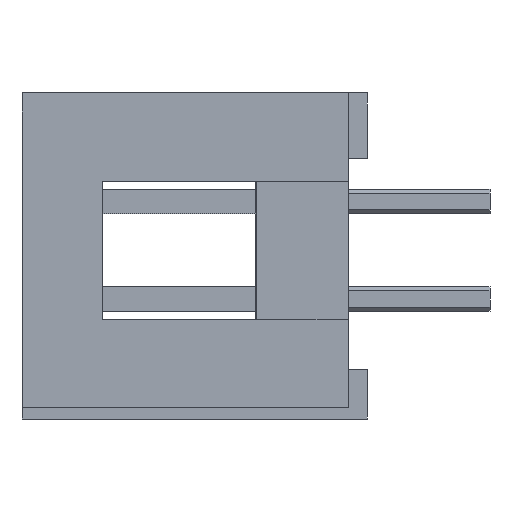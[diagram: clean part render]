
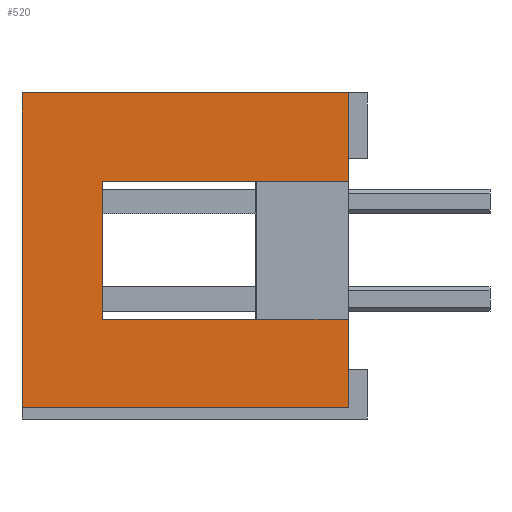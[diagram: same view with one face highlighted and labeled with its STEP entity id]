
A CAD part, left-side view. The second image highlights one B-rep face of the part: STEP entity #520.
In plain terms, the highlighted planar face has unit normal (-1, 0, 0).
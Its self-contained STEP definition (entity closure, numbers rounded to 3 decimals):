
#52 = VERTEX_POINT ( 'NONE', #1557 ) ;
#94 = EDGE_CURVE ( 'NONE', #52, #838, #1629, .T. ) ;
#156 = ORIENTED_EDGE ( 'NONE', *, *, #861, .T. ) ;
#438 = ORIENTED_EDGE ( 'NONE', *, *, #5895, .F. ) ;
#520 = ADVANCED_FACE ( 'NONE', ( #4709 ), #4727, .F. ) ;
#725 = EDGE_CURVE ( 'NONE', #1057, #6347, #5360, .T. ) ;
#838 = VERTEX_POINT ( 'NONE', #5625 ) ;
#861 = EDGE_CURVE ( 'NONE', #7287, #52, #5668, .T. ) ;
#877 = VERTEX_POINT ( 'NONE', #5715 ) ;
#878 = VERTEX_POINT ( 'NONE', #5716 ) ;
#1026 = EDGE_CURVE ( 'NONE', #1057, #877, #6561, .T. ) ;
#1057 = VERTEX_POINT ( 'NONE', #6653 ) ;
#1087 = ORIENTED_EDGE ( 'NONE', *, *, #1026, .F. ) ;
#1193 = EDGE_CURVE ( 'NONE', #838, #1229, #7023, .T. ) ;
#1229 = VERTEX_POINT ( 'NONE', #7096 ) ;
#1245 = ORIENTED_EDGE ( 'NONE', *, *, #1193, .T. ) ;
#1431 = ORIENTED_EDGE ( 'NONE', *, *, #6099, .F. ) ;
#1447 = ORIENTED_EDGE ( 'NONE', *, *, #725, .T. ) ;
#1504 = EDGE_CURVE ( 'NONE', #6347, #878, #5155, .T. ) ;
#1557 = CARTESIAN_POINT ( 'NONE',  ( -10.01, 6.9, 1.8 ) ) ;
#1629 = LINE ( 'NONE', #1630, #1631 ) ;
#1630 = CARTESIAN_POINT ( 'NONE',  ( -10.01, 6.9, 1.8 ) ) ;
#1631 = VECTOR ( 'NONE', #1632, 1000. ) ;
#1632 = DIRECTION ( 'NONE',  ( 0., -1., 0. ) ) ;
#4685 = EDGE_LOOP ( 'NONE', ( #6306, #1245, #1431, #1087, #1447, #7316, #438, #156 ) ) ;
#4709 = FACE_OUTER_BOUND ( 'NONE', #4685, .T. ) ;
#4727 = PLANE ( 'NONE',  #4728 ) ;
#4728 = AXIS2_PLACEMENT_3D ( 'NONE', #4729, #4730, #4731 ) ;
#4729 = CARTESIAN_POINT ( 'NONE',  ( -10.01, 9., -4.1 ) ) ;
#4730 = DIRECTION ( 'NONE',  ( 1., 0., 0. ) ) ;
#4731 = DIRECTION ( 'NONE',  ( 0., 0., -1. ) ) ;
#5155 = LINE ( 'NONE', #5156, #5157 ) ;
#5156 = CARTESIAN_POINT ( 'NONE',  ( -10.01, 0.5, -4.1 ) ) ;
#5157 = VECTOR ( 'NONE', #5158, 1000. ) ;
#5158 = DIRECTION ( 'NONE',  ( 0., 0., 1. ) ) ;
#5360 = LINE ( 'NONE', #5361, #5362 ) ;
#5361 = CARTESIAN_POINT ( 'NONE',  ( -10.01, 9., -4.1 ) ) ;
#5362 = VECTOR ( 'NONE', #5363, 1000. ) ;
#5363 = DIRECTION ( 'NONE',  ( 0., -1., 0. ) ) ;
#5625 = CARTESIAN_POINT ( 'NONE',  ( -10.01, 0.5, 1.8 ) ) ;
#5668 = LINE ( 'NONE', #5669, #5670 ) ;
#5669 = CARTESIAN_POINT ( 'NONE',  ( -10.01, 6.9, -1.8 ) ) ;
#5670 = VECTOR ( 'NONE', #5671, 1000. ) ;
#5671 = DIRECTION ( 'NONE',  ( 0., 0., 1. ) ) ;
#5715 = CARTESIAN_POINT ( 'NONE',  ( -10.01, 9., 4.1 ) ) ;
#5716 = CARTESIAN_POINT ( 'NONE',  ( -10.01, 0.5, -1.8 ) ) ;
#5883 = CARTESIAN_POINT ( 'NONE',  ( -10.01, 6.9, -1.8 ) ) ;
#5895 = EDGE_CURVE ( 'NONE', #7287, #878, #6677, .T. ) ;
#6099 = EDGE_CURVE ( 'NONE', #877, #1229, #6756, .T. ) ;
#6306 = ORIENTED_EDGE ( 'NONE', *, *, #94, .T. ) ;
#6347 = VERTEX_POINT ( 'NONE', #6850 ) ;
#6561 = LINE ( 'NONE', #6562, #6563 ) ;
#6562 = CARTESIAN_POINT ( 'NONE',  ( -10.01, 9., -4.1 ) ) ;
#6563 = VECTOR ( 'NONE', #6564, 1000. ) ;
#6564 = DIRECTION ( 'NONE',  ( 0., 0., 1. ) ) ;
#6653 = CARTESIAN_POINT ( 'NONE',  ( -10.01, 9., -4.1 ) ) ;
#6677 = LINE ( 'NONE', #6678, #6679 ) ;
#6678 = CARTESIAN_POINT ( 'NONE',  ( -10.01, 6.9, -1.8 ) ) ;
#6679 = VECTOR ( 'NONE', #6680, 1000. ) ;
#6680 = DIRECTION ( 'NONE',  ( 0., -1., 0. ) ) ;
#6756 = LINE ( 'NONE', #6757, #6758 ) ;
#6757 = CARTESIAN_POINT ( 'NONE',  ( -10.01, 9., 4.1 ) ) ;
#6758 = VECTOR ( 'NONE', #6759, 1000. ) ;
#6759 = DIRECTION ( 'NONE',  ( 0., -1., 0. ) ) ;
#6850 = CARTESIAN_POINT ( 'NONE',  ( -10.01, 0.5, -4.1 ) ) ;
#7023 = LINE ( 'NONE', #7024, #7025 ) ;
#7024 = CARTESIAN_POINT ( 'NONE',  ( -10.01, 0.5, -4.1 ) ) ;
#7025 = VECTOR ( 'NONE', #7026, 1000. ) ;
#7026 = DIRECTION ( 'NONE',  ( 0., 0., 1. ) ) ;
#7096 = CARTESIAN_POINT ( 'NONE',  ( -10.01, 0.5, 4.1 ) ) ;
#7287 = VERTEX_POINT ( 'NONE', #5883 ) ;
#7316 = ORIENTED_EDGE ( 'NONE', *, *, #1504, .T. ) ;
